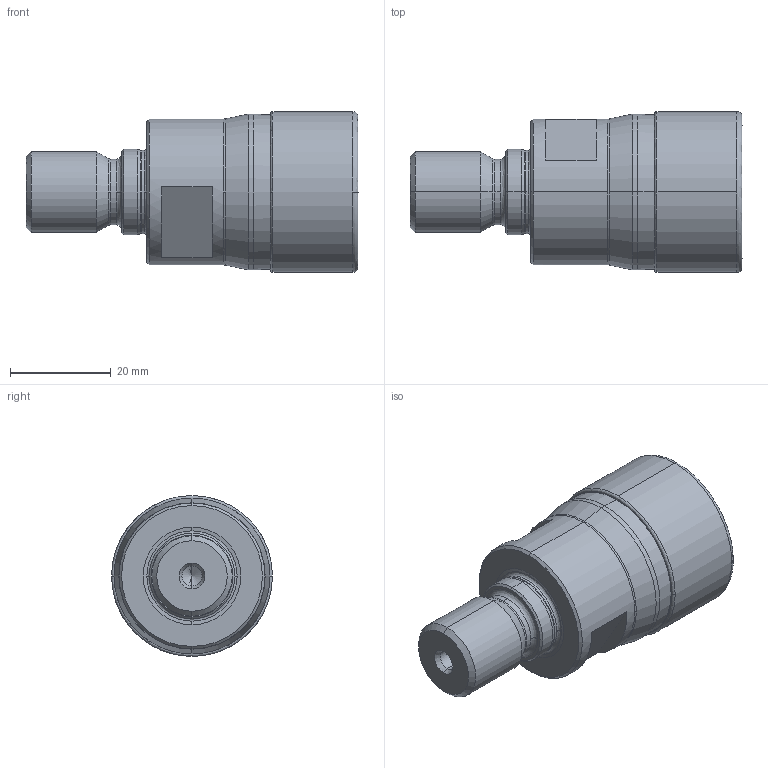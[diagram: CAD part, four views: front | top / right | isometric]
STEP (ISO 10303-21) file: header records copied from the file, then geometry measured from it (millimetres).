
FILE_DESCRIPTION (( 'STEP AP214' ), '1' );
FILE_NAME ('ESF-32-42-M16-49-3.STEP', '2012-12-07T09:37:26', ( '' ), ( '' ), 'SwSTEP 2.0', 'SolidWorks 2012', '' );
FILE_SCHEMA (( 'AUTOMOTIVE_DESIGN' ));
Length unit declared in the file: millimetre
Products named in the file (1): ESF-32-42-M16-49-3
Bounding box: 66 x 32 x 32 mm (x, y, z)
Volume: 33533.4 mm3; surface area: 7368.3 mm2
Topology: 1 solids, 1 shells, 68 faces, 160 edges, 99 vertices
Faces by surface type: cone 20, cylinder 18, bspline 16, plane 12, torus 2
Entity records: 3024 total; most frequent: CARTESIAN_POINT 1488, DIRECTION 328, ORIENTED_EDGE 316, EDGE_CURVE 158, AXIS2_PLACEMENT_3D 141, VERTEX_POINT 99, CIRCLE 88, EDGE_LOOP 75
